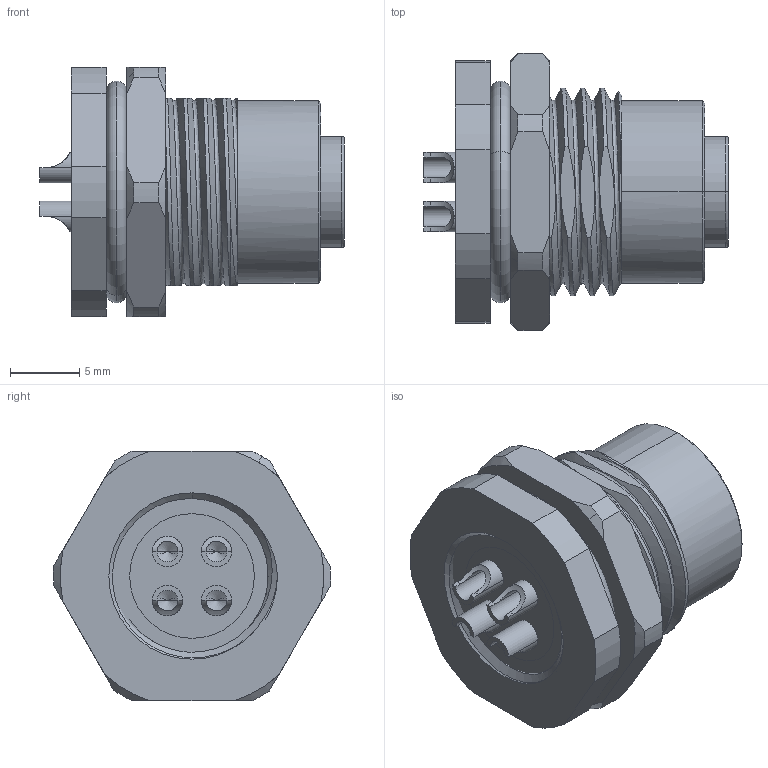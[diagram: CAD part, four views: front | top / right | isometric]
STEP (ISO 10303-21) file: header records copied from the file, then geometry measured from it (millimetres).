
FILE_DESCRIPTION (( 'STEP AP203' ), '1' );
FILE_NAME ('54-00436_revA.STEP', '2025-05-23T21:17:25', ( '' ), ( '' ), 'SwSTEP 2.0', 'SolidWorks 2021', '' );
FILE_SCHEMA (( 'CONFIG_CONTROL_DESIGN' ));
Length unit declared in the file: millimetre
Products named in the file (7): 54-00436-02___; 54-00436_revA; 54-00436-01___; 54-00436-05___; 54-00436-03___; 54-00436-04___; 54-00436-06___
Assembly tree (9 placements, depth 2):
  54-00436_revA
    54-00436-01___
    54-00436-02___
    54-00436-04___
    54-00436-05___
    54-00436-06___
    54-00436-03___  x4
Bounding box: 22 x 20 x 18.04 mm (x, y, z)
Volume: 2898.7 mm3; surface area: 5738.6 mm2
Topology: 10 solids, 10 shells, 320 faces, 808 edges, 508 vertices
Faces by surface type: cylinder 128, plane 105, cone 51, torus 26, bspline 10
Entity records: 11168 total; most frequent: CARTESIAN_POINT 5168, ORIENTED_EDGE 1140, DIRECTION 1041, EDGE_CURVE 570, AXIS2_PLACEMENT_3D 416, VERTEX_POINT 370, EDGE_LOOP 252, FACE_OUTER_BOUND 224
